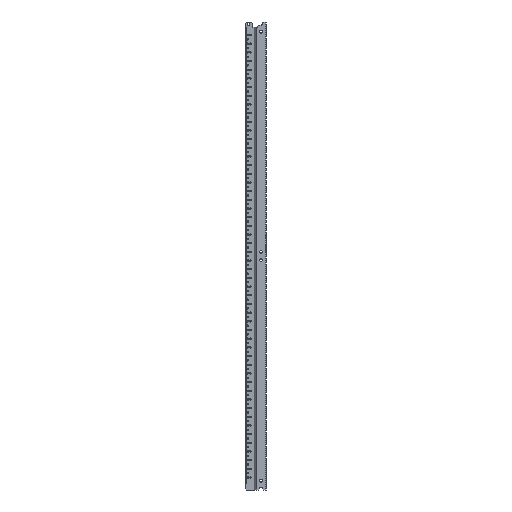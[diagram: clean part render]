
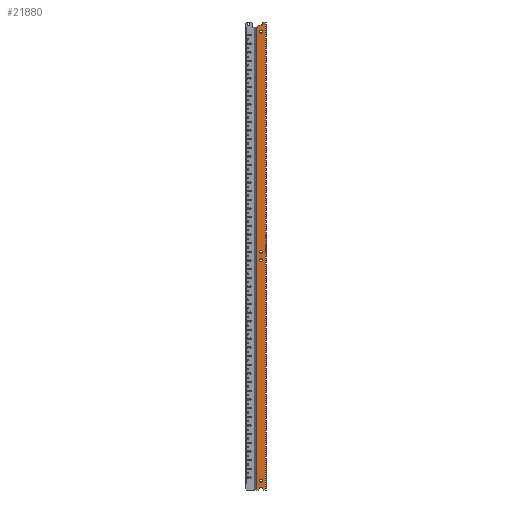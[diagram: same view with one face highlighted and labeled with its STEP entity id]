
A CAD part, front view. The second image highlights one B-rep face of the part: STEP entity #21880.
In plain terms, the highlighted face is planar.
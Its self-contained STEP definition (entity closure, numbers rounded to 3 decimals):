
#7661=DIRECTION('',(0.,-1.,0.));
#7662=VECTOR('',#7661,1333.29);
#7663=CARTESIAN_POINT('',(17.,734.79,26.916));
#7664=LINE('',#7663,#7662);
#7668=CARTESIAN_POINT('',(17.,-572.,14.995));
#7669=DIRECTION('',(1.,0.,0.));
#7670=DIRECTION('',(0.,1.,0.));
#7671=AXIS2_PLACEMENT_3D('',#7668,#7669,#7670);
#7676=CARTESIAN_POINT('',(17.,-572.,14.995));
#7677=DIRECTION('',(1.,0.,0.));
#7678=DIRECTION('',(0.,-1.,0.));
#7679=AXIS2_PLACEMENT_3D('',#7676,#7677,#7678);
#7684=CARTESIAN_POINT('',(17.,722.,14.995));
#7685=DIRECTION('',(1.,0.,0.));
#7686=DIRECTION('',(0.,1.,0.));
#7687=AXIS2_PLACEMENT_3D('',#7684,#7685,#7686);
#7692=CARTESIAN_POINT('',(17.,722.,14.995));
#7693=DIRECTION('',(1.,0.,0.));
#7694=DIRECTION('',(0.,-1.,0.));
#7695=AXIS2_PLACEMENT_3D('',#7692,#7693,#7694);
#7700=CARTESIAN_POINT('',(17.,64.,14.995));
#7701=DIRECTION('',(-1.,0.,0.));
#7702=DIRECTION('',(0.,-1.,0.));
#7703=AXIS2_PLACEMENT_3D('',#7700,#7701,#7702);
#7708=CARTESIAN_POINT('',(17.,64.,14.995));
#7709=DIRECTION('',(-1.,0.,0.));
#7710=DIRECTION('',(0.,1.,0.));
#7711=AXIS2_PLACEMENT_3D('',#7708,#7709,#7710);
#7716=CARTESIAN_POINT('',(17.,87.5,14.995));
#7717=DIRECTION('',(-1.,0.,0.));
#7718=DIRECTION('',(0.,-1.,0.));
#7719=AXIS2_PLACEMENT_3D('',#7716,#7717,#7718);
#7724=CARTESIAN_POINT('',(17.,87.5,14.995));
#7725=DIRECTION('',(-1.,0.,0.));
#7726=DIRECTION('',(0.,1.,0.));
#7727=AXIS2_PLACEMENT_3D('',#7724,#7725,#7726);
#7732=DIRECTION('',(0.,0.,1.));
#7733=VECTOR('',#7732,4.52);
#7734=CARTESIAN_POINT('',(17.,-598.5,3.));
#7735=LINE('',#7734,#7733);
#7739=DIRECTION('',(0.,0.844,0.537));
#7740=VECTOR('',#7739,5.287);
#7741=CARTESIAN_POINT('',(17.,-598.5,7.52));
#7742=LINE('',#7741,#7740);
#7746=CARTESIAN_POINT('',(17.,-596.999,14.995));
#7747=DIRECTION('',(1.,0.,0.));
#7748=DIRECTION('',(0.,0.538,-0.843));
#7749=AXIS2_PLACEMENT_3D('',#7746,#7747,#7748);
#7754=DIRECTION('',(0.,-0.844,0.537));
#7755=VECTOR('',#7754,5.287);
#7756=CARTESIAN_POINT('',(17.,-594.04,19.63));
#7757=LINE('',#7756,#7755);
#7761=DIRECTION('',(0.,0.,1.));
#7762=VECTOR('',#7761,4.446);
#7763=CARTESIAN_POINT('',(17.,-598.5,22.47));
#7764=LINE('',#7763,#7762);
#7768=DIRECTION('',(0.,0.,-1.));
#7769=VECTOR('',#7768,1.916);
#7770=CARTESIAN_POINT('',(17.,734.79,26.916));
#7771=LINE('',#7770,#7769);
#7775=DIRECTION('',(0.,0.707,-0.707));
#7776=VECTOR('',#7775,4.243);
#7777=CARTESIAN_POINT('',(17.,738.1,25.));
#7778=LINE('',#7777,#7776);
#7782=CARTESIAN_POINT('',(17.,746.1,15.));
#7783=DIRECTION('',(1.,0.,0.));
#7784=DIRECTION('',(0.,-1.,0.));
#7785=AXIS2_PLACEMENT_3D('',#7782,#7783,#7784);
#7790=DIRECTION('',(0.,0.,-1.));
#7791=VECTOR('',#7790,7.);
#7792=CARTESIAN_POINT('',(17.,750.,10.));
#7793=LINE('',#7792,#7791);
#8293=DIRECTION('',(0.,1.,0.));
#8294=VECTOR('',#8293,1348.5);
#8295=CARTESIAN_POINT('',(17.,-598.5,3.));
#8296=LINE('',#8295,#8294);
#13294=DIRECTION('',(0.,-1.,0.));
#13295=VECTOR('',#13294,3.9);
#13296=CARTESIAN_POINT('',(17.,750.,10.));
#13297=LINE('',#13296,#13295);
#13315=DIRECTION('',(0.,0.,1.));
#13316=VECTOR('',#13315,7.);
#13317=CARTESIAN_POINT('',(17.,741.1,15.));
#13318=LINE('',#13317,#13316);
#13336=DIRECTION('',(0.,-1.,0.));
#13337=VECTOR('',#13336,3.31);
#13338=CARTESIAN_POINT('',(17.,738.1,25.));
#13339=LINE('',#13338,#13337);
#14124=CARTESIAN_POINT('',(17.,726.,14.995));
#14125=CARTESIAN_POINT('',(17.,718.,14.995));
#14126=VERTEX_POINT('',#14124);
#14127=VERTEX_POINT('',#14125);
#14128=CARTESIAN_POINT('',(17.,734.79,26.916));
#14129=CARTESIAN_POINT('',(17.,734.79,25.));
#14130=VERTEX_POINT('',#14128);
#14131=VERTEX_POINT('',#14129);
#14132=CARTESIAN_POINT('',(17.,738.1,25.));
#14133=VERTEX_POINT('',#14132);
#14134=CARTESIAN_POINT('',(17.,741.1,22.));
#14135=VERTEX_POINT('',#14134);
#14136=CARTESIAN_POINT('',(17.,741.1,15.));
#14137=VERTEX_POINT('',#14136);
#14138=CARTESIAN_POINT('',(17.,746.1,10.));
#14139=VERTEX_POINT('',#14138);
#14140=CARTESIAN_POINT('',(17.,750.,10.));
#14141=VERTEX_POINT('',#14140);
#14142=CARTESIAN_POINT('',(17.,750.,3.));
#14143=VERTEX_POINT('',#14142);
#15630=CARTESIAN_POINT('',(17.,60.,14.995));
#15631=CARTESIAN_POINT('',(17.,68.,14.995));
#15632=VERTEX_POINT('',#15630);
#15633=VERTEX_POINT('',#15631);
#15634=CARTESIAN_POINT('',(17.,83.5,14.995));
#15635=CARTESIAN_POINT('',(17.,91.5,14.995));
#15636=VERTEX_POINT('',#15634);
#15637=VERTEX_POINT('',#15635);
#15680=CARTESIAN_POINT('',(17.,-598.5,3.));
#15681=CARTESIAN_POINT('',(17.,-598.5,7.52));
#15682=VERTEX_POINT('',#15680);
#15683=VERTEX_POINT('',#15681);
#15684=CARTESIAN_POINT('',(17.,-594.04,10.36));
#15685=VERTEX_POINT('',#15684);
#15686=CARTESIAN_POINT('',(17.,-594.04,19.63));
#15687=VERTEX_POINT('',#15686);
#15688=CARTESIAN_POINT('',(17.,-598.5,22.47));
#15689=VERTEX_POINT('',#15688);
#15690=CARTESIAN_POINT('',(17.,-598.5,26.916));
#15691=VERTEX_POINT('',#15690);
#15692=CARTESIAN_POINT('',(17.,-568.,14.995));
#15693=CARTESIAN_POINT('',(17.,-576.,14.995));
#15694=VERTEX_POINT('',#15692);
#15695=VERTEX_POINT('',#15693);
#21822=CARTESIAN_POINT('',(17.,600.,0.));
#21823=DIRECTION('',(1.,0.,0.));
#21824=DIRECTION('',(0.,-1.,0.));
#21825=AXIS2_PLACEMENT_3D('',#21822,#21823,#21824);
#21826=PLANE('',#21825);
#21828=ORIENTED_EDGE('',*,*,#21827,.F.);
#21830=ORIENTED_EDGE('',*,*,#21829,.T.);
#21832=ORIENTED_EDGE('',*,*,#21831,.T.);
#21834=ORIENTED_EDGE('',*,*,#21833,.T.);
#21836=ORIENTED_EDGE('',*,*,#21835,.T.);
#21838=ORIENTED_EDGE('',*,*,#21837,.T.);
#21839=ORIENTED_EDGE('',*,*,#21812,.F.);
#21841=ORIENTED_EDGE('',*,*,#21840,.T.);
#21843=ORIENTED_EDGE('',*,*,#21842,.F.);
#21845=ORIENTED_EDGE('',*,*,#21844,.T.);
#21847=ORIENTED_EDGE('',*,*,#21846,.F.);
#21849=ORIENTED_EDGE('',*,*,#21848,.T.);
#21851=ORIENTED_EDGE('',*,*,#21850,.F.);
#21853=ORIENTED_EDGE('',*,*,#21852,.T.);
#21854=EDGE_LOOP('',(#21828,#21830,#21832,#21834,#21836,#21838,#21839,#21841,
#21843,#21845,#21847,#21849,#21851,#21853));
#21855=FACE_OUTER_BOUND('',#21854,.F.);
#21857=ORIENTED_EDGE('',*,*,#21856,.T.);
#21859=ORIENTED_EDGE('',*,*,#21858,.T.);
#21860=EDGE_LOOP('',(#21857,#21859));
#21861=FACE_BOUND('',#21860,.F.);
#21863=ORIENTED_EDGE('',*,*,#21862,.F.);
#21865=ORIENTED_EDGE('',*,*,#21864,.F.);
#21866=EDGE_LOOP('',(#21863,#21865));
#21867=FACE_BOUND('',#21866,.F.);
#21869=ORIENTED_EDGE('',*,*,#21868,.F.);
#21871=ORIENTED_EDGE('',*,*,#21870,.F.);
#21872=EDGE_LOOP('',(#21869,#21871));
#21873=FACE_BOUND('',#21872,.F.);
#21875=ORIENTED_EDGE('',*,*,#21874,.T.);
#21877=ORIENTED_EDGE('',*,*,#21876,.T.);
#21878=EDGE_LOOP('',(#21875,#21877));
#21879=FACE_BOUND('',#21878,.F.);
#7672=CIRCLE('',#7671,4.);
#7680=CIRCLE('',#7679,4.);
#7688=CIRCLE('',#7687,4.);
#7696=CIRCLE('',#7695,4.);
#7704=CIRCLE('',#7703,4.);
#7712=CIRCLE('',#7711,4.);
#7720=CIRCLE('',#7719,4.);
#7728=CIRCLE('',#7727,4.);
#7750=CIRCLE('',#7749,5.499);
#7786=CIRCLE('',#7785,5.);
#21812=EDGE_CURVE('',#14130,#15691,#7664,.T.);
#21827=EDGE_CURVE('',#15682,#14143,#8296,.T.);
#21829=EDGE_CURVE('',#15682,#15683,#7735,.T.);
#21831=EDGE_CURVE('',#15683,#15685,#7742,.T.);
#21833=EDGE_CURVE('',#15685,#15687,#7750,.T.);
#21835=EDGE_CURVE('',#15687,#15689,#7757,.T.);
#21837=EDGE_CURVE('',#15689,#15691,#7764,.T.);
#21840=EDGE_CURVE('',#14130,#14131,#7771,.T.);
#21842=EDGE_CURVE('',#14133,#14131,#13339,.T.);
#21844=EDGE_CURVE('',#14133,#14135,#7778,.T.);
#21846=EDGE_CURVE('',#14137,#14135,#13318,.T.);
#21848=EDGE_CURVE('',#14137,#14139,#7786,.T.);
#21850=EDGE_CURVE('',#14141,#14139,#13297,.T.);
#21852=EDGE_CURVE('',#14141,#14143,#7793,.T.);
#21856=EDGE_CURVE('',#14126,#14127,#7688,.T.);
#21858=EDGE_CURVE('',#14127,#14126,#7696,.T.);
#21862=EDGE_CURVE('',#15632,#15633,#7704,.T.);
#21864=EDGE_CURVE('',#15633,#15632,#7712,.T.);
#21868=EDGE_CURVE('',#15636,#15637,#7720,.T.);
#21870=EDGE_CURVE('',#15637,#15636,#7728,.T.);
#21874=EDGE_CURVE('',#15694,#15695,#7672,.T.);
#21876=EDGE_CURVE('',#15695,#15694,#7680,.T.);
#21880=ADVANCED_FACE('',(#21855,#21861,#21867,#21873,#21879),#21826,.T.);
